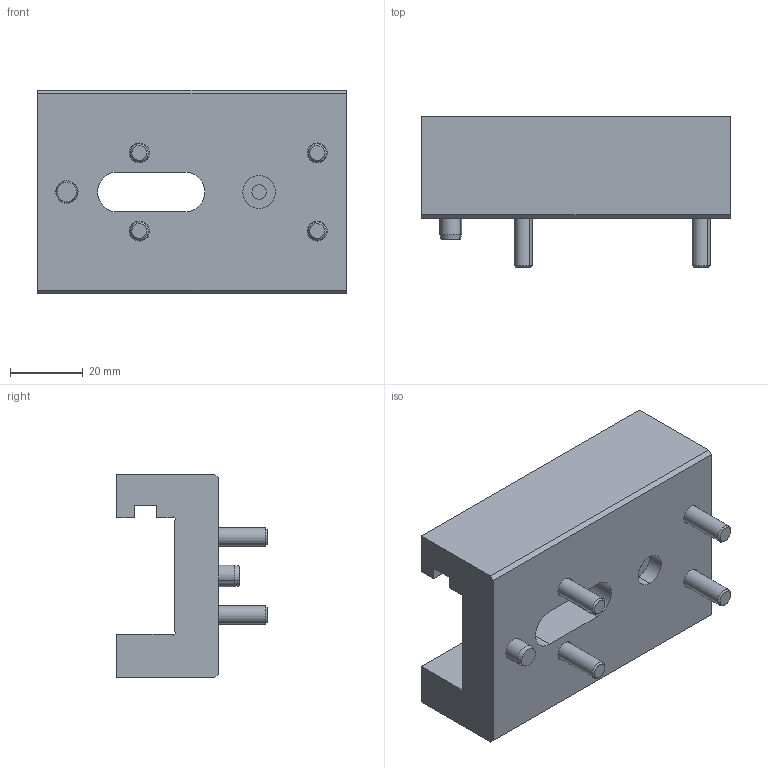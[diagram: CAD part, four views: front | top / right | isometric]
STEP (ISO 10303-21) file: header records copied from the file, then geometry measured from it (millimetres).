
FILE_DESCRIPTION (( 'STEP AP214' ), '1' );
FILE_NAME ('BC322885.STEP', '2015-11-02T13:33:24', ( '' ), ( '' ), 'SwSTEP 2.0', 'SolidWorks 2015', '' );
FILE_SCHEMA (( 'AUTOMOTIVE_DESIGN' ));
Length unit declared in the file: millimetre
Products named in the file (8): 1DIN912520_DIN 912 M5 x 20 --- 20C; BC322885; 3TETON-BC; 1PCI6325614_Parallel Pin ISO 8734 - 6 x 14 - A - St; RI171206; 3IMAN12,5X4X3; 9RI171206; 9BC322885
Assembly tree (10 placements, depth 3):
  BC322885
    9BC322885
    RI171206
      9RI171206
      3TETON-BC
      3IMAN12,5X4X3
    1DIN912520_DIN 912 M5 x 20 --- 20C  x4
    1PCI6325614_Parallel Pin ISO 8734 - 6 x 14 - A - St
Bounding box: 85 x 41.5 x 56 mm (x, y, z)
Volume: 83929.8 mm3; surface area: 25442.4 mm2
Topology: 9 solids, 9 shells, 222 faces, 493 edges, 297 vertices
Faces by surface type: plane 101, cylinder 65, cone 38, torus 18
Entity records: 4317 total; most frequent: DIRECTION 771, CARTESIAN_POINT 668, ORIENTED_EDGE 630, EDGE_CURVE 315, AXIS2_PLACEMENT_3D 301, VERTEX_POINT 198, VECTOR 169, LINE 169
